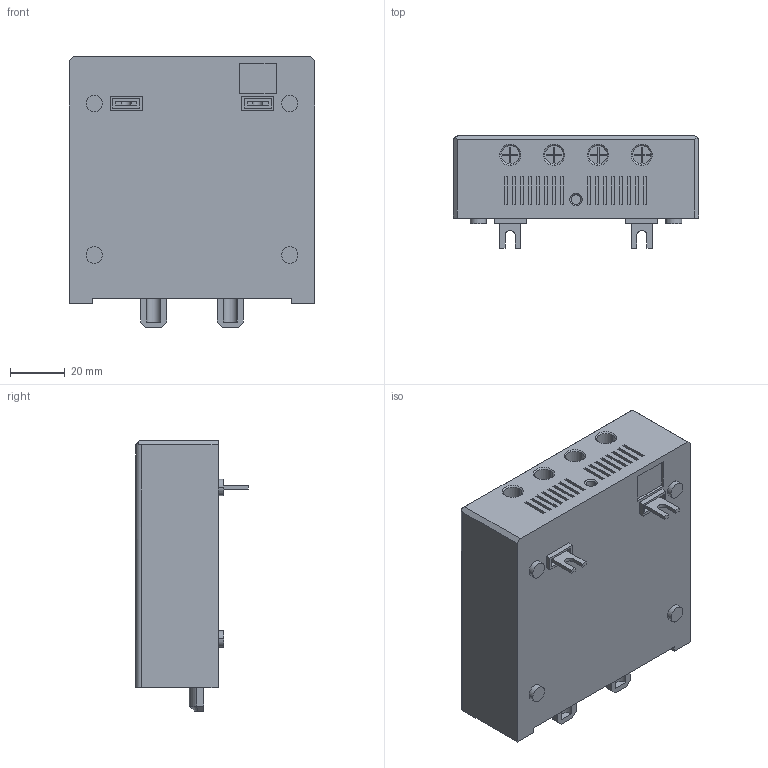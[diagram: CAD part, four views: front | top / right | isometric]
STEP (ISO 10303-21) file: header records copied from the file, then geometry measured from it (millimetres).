
FILE_DESCRIPTION((''),'2;1');
FILE_NAME('LA1LD180BD','2018-03-22T',('SESA468396'),('Schneider-Electric'),'PRO/ENGINEER BY PARAMETRIC TECHNOLOGY CORPORATION, 2015440','PRO/ENGINEER BY PARAMETRIC TECHNOLOGY CORPORATION, 2015440','');
FILE_SCHEMA(('CONFIG_CONTROL_DESIGN'));
Length unit declared in the file: millimetre
Products named in the file (1): LA1LD180BD
Bounding box: 89.4 x 41 x 98.6 mm (x, y, z)
Volume: 231576.8 mm3; surface area: 33401 mm2
Topology: 1 solids, 1 shells, 424 faces, 1039 edges, 684 vertices
Faces by surface type: plane 385, cylinder 27, cone 12
Entity records: 12297 total; most frequent: CARTESIAN_POINT 2183, ORIENTED_EDGE 2078, DIRECTION 1943, EDGE_CURVE 1039, VECTOR 967, LINE 967, VERTEX_POINT 684, EDGE_LOOP 491
